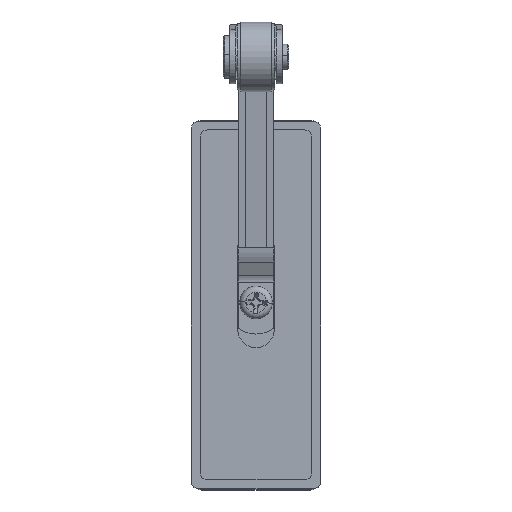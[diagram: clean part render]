
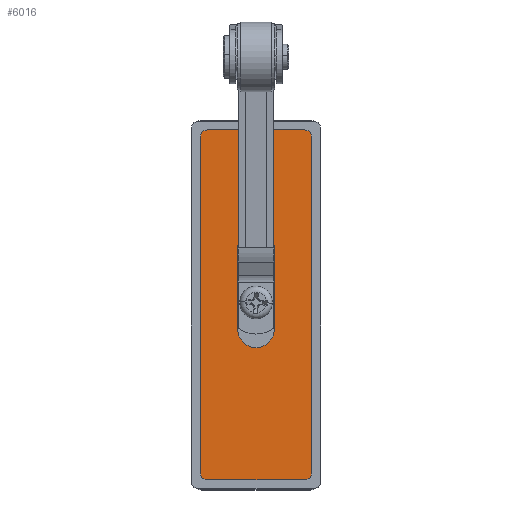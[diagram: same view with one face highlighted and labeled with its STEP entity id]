
A CAD part, top view. The second image highlights one B-rep face of the part: STEP entity #6016.
In plain terms, the highlighted planar face has unit normal (0, 0, 1).
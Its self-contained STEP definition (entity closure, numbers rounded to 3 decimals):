
#6016=ADVANCED_FACE('',(#8505,#8506,#8507),#6845,.T.);
#6845=PLANE('',#35292);
#8267=CIRCLE('',#35284,1.25);
#8268=CIRCLE('',#35286,1.);
#8269=CIRCLE('',#35287,1.);
#8270=CIRCLE('',#35288,1.);
#8271=CIRCLE('',#35289,1.);
#8272=CIRCLE('',#35290,1.25);
#8273=CIRCLE('',#35291,2.45);
#8505=FACE_BOUND('',#10163,.T.);
#8506=FACE_BOUND('',#10164,.T.);
#8507=FACE_BOUND('',#10165,.T.);
#10163=EDGE_LOOP('',(#18857,#18858,#18859,#18860,#18861,#18862,#18863,#18864));
#10164=EDGE_LOOP('',(#18865,#18866));
#10165=EDGE_LOOP('',(#18867,#18868,#18869,#18870));
#18857=ORIENTED_EDGE('',*,*,#26946,.T.);
#18858=ORIENTED_EDGE('',*,*,#26947,.T.);
#18859=ORIENTED_EDGE('',*,*,#26948,.T.);
#18860=ORIENTED_EDGE('',*,*,#26949,.T.);
#18861=ORIENTED_EDGE('',*,*,#26950,.T.);
#18862=ORIENTED_EDGE('',*,*,#26951,.T.);
#18863=ORIENTED_EDGE('',*,*,#26952,.T.);
#18864=ORIENTED_EDGE('',*,*,#26953,.T.);
#18865=ORIENTED_EDGE('',*,*,#26954,.T.);
#18866=ORIENTED_EDGE('',*,*,#26945,.T.);
#18867=ORIENTED_EDGE('',*,*,#26955,.F.);
#18868=ORIENTED_EDGE('',*,*,#26956,.F.);
#18869=ORIENTED_EDGE('',*,*,#26957,.F.);
#18870=ORIENTED_EDGE('',*,*,#26958,.F.);
#22427=VERTEX_POINT('',#68161);
#22428=VERTEX_POINT('',#68163);
#22429=VERTEX_POINT('',#68167);
#22430=VERTEX_POINT('',#68168);
#22431=VERTEX_POINT('',#68170);
#22432=VERTEX_POINT('',#68172);
#22433=VERTEX_POINT('',#68174);
#22434=VERTEX_POINT('',#68176);
#22435=VERTEX_POINT('',#68178);
#22436=VERTEX_POINT('',#68180);
#22437=VERTEX_POINT('',#68184);
#22438=VERTEX_POINT('',#68185);
#22439=VERTEX_POINT('',#68187);
#22440=VERTEX_POINT('',#68189);
#26945=EDGE_CURVE('',#22427,#22428,#8267,.T.);
#26946=EDGE_CURVE('',#22429,#22430,#29655,.T.);
#26947=EDGE_CURVE('',#22430,#22431,#8268,.T.);
#26948=EDGE_CURVE('',#22431,#22432,#29656,.T.);
#26949=EDGE_CURVE('',#22432,#22433,#8269,.T.);
#26950=EDGE_CURVE('',#22433,#22434,#29657,.T.);
#26951=EDGE_CURVE('',#22434,#22435,#8270,.T.);
#26952=EDGE_CURVE('',#22435,#22436,#29658,.T.);
#26953=EDGE_CURVE('',#22436,#22429,#8271,.T.);
#26954=EDGE_CURVE('',#22428,#22427,#8272,.T.);
#26955=EDGE_CURVE('',#22437,#22438,#29659,.T.);
#26956=EDGE_CURVE('',#22439,#22437,#29660,.T.);
#26957=EDGE_CURVE('',#22440,#22439,#8273,.T.);
#26958=EDGE_CURVE('',#22438,#22440,#29661,.T.);
#29655=LINE('',#68166,#32160);
#29656=LINE('',#68171,#32161);
#29657=LINE('',#68175,#32162);
#29658=LINE('',#68179,#32163);
#29659=LINE('',#68183,#32164);
#29660=LINE('',#68186,#32165);
#29661=LINE('',#68190,#32166);
#32160=VECTOR('',#43746,1.);
#32161=VECTOR('',#43749,1.);
#32162=VECTOR('',#43752,1.);
#32163=VECTOR('',#43755,1.);
#32164=VECTOR('',#43760,1.);
#32165=VECTOR('',#43761,1.);
#32166=VECTOR('',#43764,1.);
#35284=AXIS2_PLACEMENT_3D('',#68164,#43742,#43743);
#35286=AXIS2_PLACEMENT_3D('',#68169,#43747,#43748);
#35287=AXIS2_PLACEMENT_3D('',#68173,#43750,#43751);
#35288=AXIS2_PLACEMENT_3D('',#68177,#43753,#43754);
#35289=AXIS2_PLACEMENT_3D('',#68181,#43756,#43757);
#35290=AXIS2_PLACEMENT_3D('',#68182,#43758,#43759);
#35291=AXIS2_PLACEMENT_3D('',#68188,#43762,#43763);
#35292=AXIS2_PLACEMENT_3D('',#68191,#43765,#43766);
#43742=DIRECTION('',(0.,0.,-1.));
#43743=DIRECTION('',(0.,1.,0.));
#43746=DIRECTION('',(0.,1.,0.));
#43747=DIRECTION('',(0.,0.,1.));
#43748=DIRECTION('',(1.,0.,0.));
#43749=DIRECTION('',(-1.,0.,0.));
#43750=DIRECTION('',(0.,0.,1.));
#43751=DIRECTION('',(0.,1.,0.));
#43752=DIRECTION('',(0.,-1.,0.));
#43753=DIRECTION('',(0.,0.,1.));
#43754=DIRECTION('',(-1.,0.,0.));
#43755=DIRECTION('',(1.,0.,0.));
#43756=DIRECTION('',(0.,0.,1.));
#43757=DIRECTION('',(0.,-1.,0.));
#43758=DIRECTION('',(0.,0.,-1.));
#43759=DIRECTION('',(0.,-1.,0.));
#43760=DIRECTION('',(-1.,0.,0.));
#43761=DIRECTION('',(0.,1.,0.));
#43762=DIRECTION('',(0.,0.,1.));
#43763=DIRECTION('',(-1.,0.,0.));
#43764=DIRECTION('',(0.,-1.,0.));
#43765=DIRECTION('',(0.,0.,1.));
#43766=DIRECTION('',(0.,1.,0.));
#68161=CARTESIAN_POINT('',(168.477,-103.51,-1.015));
#68163=CARTESIAN_POINT('',(168.477,-106.01,-1.015));
#68164=CARTESIAN_POINT('',(168.477,-104.76,-1.015));
#68166=CARTESIAN_POINT('',(175.98,-138.143,-1.015));
#68167=CARTESIAN_POINT('',(175.98,-138.143,-1.015));
#68168=CARTESIAN_POINT('',(175.98,-93.037,-1.015));
#68169=CARTESIAN_POINT('',(174.98,-93.037,-1.015));
#68170=CARTESIAN_POINT('',(174.98,-92.037,-1.015));
#68171=CARTESIAN_POINT('',(174.98,-92.037,-1.015));
#68172=CARTESIAN_POINT('',(161.975,-92.037,-1.015));
#68173=CARTESIAN_POINT('',(161.975,-93.037,-1.015));
#68174=CARTESIAN_POINT('',(160.975,-93.037,-1.015));
#68175=CARTESIAN_POINT('',(160.975,-93.037,-1.015));
#68176=CARTESIAN_POINT('',(160.975,-138.143,-1.015));
#68177=CARTESIAN_POINT('',(161.975,-138.143,-1.015));
#68178=CARTESIAN_POINT('',(161.975,-139.143,-1.015));
#68179=CARTESIAN_POINT('',(161.975,-139.143,-1.015));
#68180=CARTESIAN_POINT('',(174.98,-139.143,-1.015));
#68181=CARTESIAN_POINT('',(174.98,-138.143,-1.015));
#68182=CARTESIAN_POINT('',(168.477,-104.76,-1.015));
#68183=CARTESIAN_POINT('',(170.927,-107.537,-1.015));
#68184=CARTESIAN_POINT('',(170.927,-107.537,-1.015));
#68185=CARTESIAN_POINT('',(166.027,-107.537,-1.015));
#68186=CARTESIAN_POINT('',(170.927,-118.887,-1.015));
#68187=CARTESIAN_POINT('',(170.927,-118.887,-1.015));
#68188=CARTESIAN_POINT('',(168.477,-118.887,-1.015));
#68189=CARTESIAN_POINT('',(166.027,-118.887,-1.015));
#68190=CARTESIAN_POINT('',(166.027,-107.537,-1.015));
#68191=CARTESIAN_POINT('',(168.477,-115.59,-1.015));
